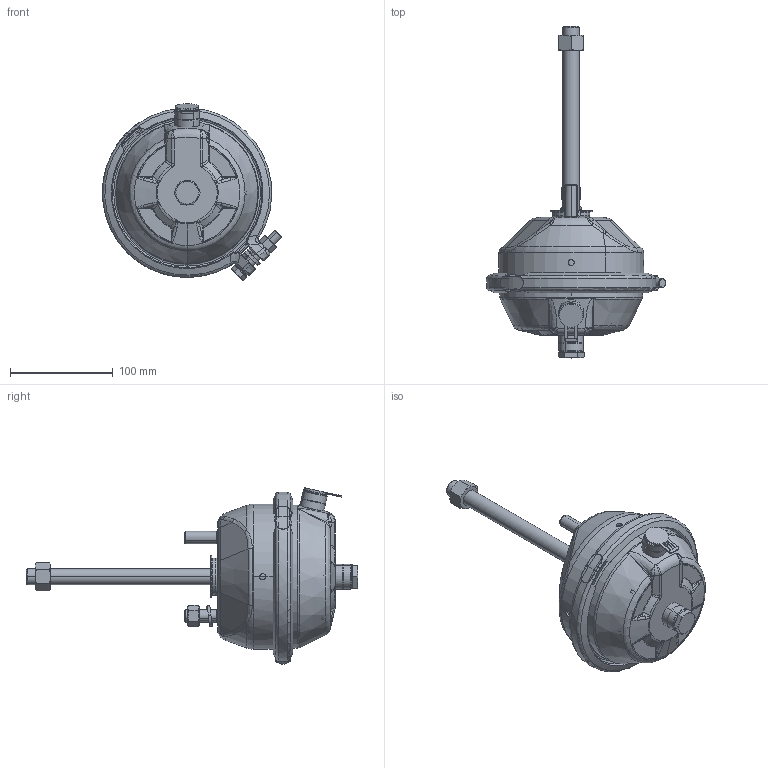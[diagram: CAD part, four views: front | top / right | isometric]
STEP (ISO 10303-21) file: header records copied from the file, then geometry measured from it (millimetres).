
FILE_DESCRIPTION((''),'2;1');
FILE_NAME('123160001_ASM','2019-09-03T17:00:37',('gkotha'),('Haldex Brake Products'),'CREO PARAMETRIC BY PTC INC, 2018500','CREO PARAMETRIC BY PTC INC, 2018500','');
FILE_SCHEMA(('AUTOMOTIVE_DESIGN { 1 0 10303 214 1 1 1 1 }'));
Length unit declared in the file: millimetre
Products named in the file (37): 01_60_06_28_12_2007; 01_60_12_13_07_2007; 01_27_12_6387; 01_60_07_12_03_2008_ASM; 03_28_42; 01_10_24; 332_06_021; 03_130_110_9618; 03_28_42M_YAVUZ_BATTAL_ASM; 01_60_03_28_12_2007; 01_19_10; 01_60_02_10_03_2008_ASM; 01_60_19_18_12_2007; 01_08_91_10_03_2008; 01_60_05_10_03_2008_ASM; PARTBODY-51200; BODY_1_1; BODY_1_2; BODY_1_3; BODY_1_4; BODY_1_5; BODY_1_6; BODY_1_7; BODY_1_8; 01_16_07_12436_ASM; 01_14_30; 03_20_16_2184; 335_16_130_20_04_2005; 341_12_025_09_07_2007; 335_12_100; PARTBODY-59525; BODY_2; BODY_5_1; BODY_5_2; UCKULAKLIETIKET_13_02_2008_ASM; 03_19_103_12575; 123160001_ASM
Assembly tree (38 placements, depth 3):
  123160001_ASM
    01_60_07_12_03_2008_ASM
      01_60_06_28_12_2007
      01_60_12_13_07_2007  x2
      01_27_12_6387
    03_28_42M_YAVUZ_BATTAL_ASM
      03_28_42
      01_10_24
      332_06_021
      03_130_110_9618
    01_60_02_10_03_2008_ASM
      01_60_03_28_12_2007
      01_19_10  x2
    01_60_05_10_03_2008_ASM
      01_60_19_18_12_2007
      01_08_91_10_03_2008
    01_16_07_12436_ASM
      PARTBODY-51200
      BODY_1_1
      BODY_1_2
      BODY_1_3
      BODY_1_4
      BODY_1_5
      BODY_1_6
      BODY_1_7
      BODY_1_8
    01_14_30
    03_20_16_2184
    335_16_130_20_04_2005
    341_12_025_09_07_2007
    335_12_100
    UCKULAKLIETIKET_13_02_2008_ASM
      PARTBODY-59525
      BODY_2
      BODY_5_1
      BODY_5_2
    03_19_103_12575
Bounding box: 174.36 x 323.15 x 171.7 mm (x, y, z)
Volume: 436934.4 mm3; surface area: 313777.1 mm2
Topology: 32 solids, 37 shells, 1592 faces, 4155 edges, 2645 vertices
Faces by surface type: plane 359, torus 339, cone 312, cylinder 275, bspline 259, extrusion 32, sphere 16
Entity records: 75046 total; most frequent: CARTESIAN_POINT 29603, ORIENTED_EDGE 7992, DIRECTION 7287, EDGE_CURVE 4002, AXIS2_PLACEMENT_3D 3149, VERTEX_POINT 2558, B_SPLINE_CURVE_WITH_KNOTS 1682, EDGE_LOOP 1626
